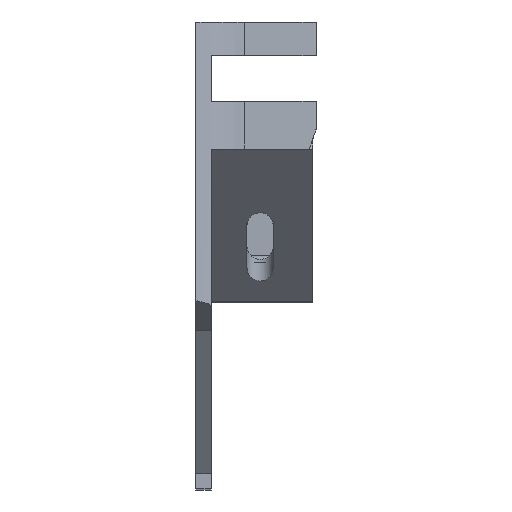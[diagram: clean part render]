
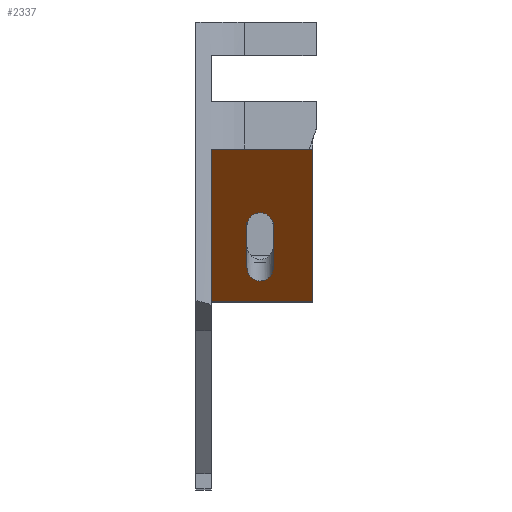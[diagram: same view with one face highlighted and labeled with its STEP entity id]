
A CAD part, top view. The second image highlights one B-rep face of the part: STEP entity #2337.
In plain terms, the highlighted planar face has unit normal (0, -0.701, 0.713).
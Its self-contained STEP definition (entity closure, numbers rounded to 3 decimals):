
#210=ELLIPSE('',#2468,3.707,2.6);
#212=ELLIPSE('',#2472,3.707,2.6);
#218=FACE_BOUND('',#499,.T.);
#292=PLANE('',#2516);
#385=FACE_OUTER_BOUND('',#498,.T.);
#498=EDGE_LOOP('',(#1966,#1967,#1968,#1969));
#499=EDGE_LOOP('',(#1970,#1971,#1972,#1973));
#602=LINE('',#3345,#836);
#679=LINE('',#3535,#913);
#684=LINE('',#3548,#918);
#704=LINE('',#3607,#938);
#733=LINE('',#3692,#967);
#734=LINE('',#3693,#968);
#836=VECTOR('',#2680,10.);
#913=VECTOR('',#2853,10.);
#918=VECTOR('',#2866,10.);
#938=VECTOR('',#2928,10.);
#967=VECTOR('',#3009,10.);
#968=VECTOR('',#3010,10.);
#1158=VERTEX_POINT('',#3342);
#1159=VERTEX_POINT('',#3344);
#1223=VERTEX_POINT('',#3532);
#1224=VERTEX_POINT('',#3534);
#1226=VERTEX_POINT('',#3540);
#1228=VERTEX_POINT('',#3546);
#1246=VERTEX_POINT('',#3605);
#1276=VERTEX_POINT('',#3691);
#1369=EDGE_CURVE('',#1159,#1158,#602,.T.);
#1464=EDGE_CURVE('',#1223,#1224,#679,.T.);
#1468=EDGE_CURVE('',#1226,#1223,#210,.T.);
#1471=EDGE_CURVE('',#1228,#1226,#684,.T.);
#1473=EDGE_CURVE('',#1224,#1228,#212,.T.);
#1501=EDGE_CURVE('',#1158,#1246,#704,.T.);
#1542=EDGE_CURVE('',#1276,#1159,#733,.T.);
#1543=EDGE_CURVE('',#1246,#1276,#734,.T.);
#1966=ORIENTED_EDGE('',*,*,#1542,.T.);
#1967=ORIENTED_EDGE('',*,*,#1369,.T.);
#1968=ORIENTED_EDGE('',*,*,#1501,.T.);
#1969=ORIENTED_EDGE('',*,*,#1543,.T.);
#1970=ORIENTED_EDGE('',*,*,#1471,.F.);
#1971=ORIENTED_EDGE('',*,*,#1473,.F.);
#1972=ORIENTED_EDGE('',*,*,#1464,.F.);
#1973=ORIENTED_EDGE('',*,*,#1468,.F.);
#2337=ADVANCED_FACE('',(#385,#218),#292,.F.);
#2468=AXIS2_PLACEMENT_3D('',#3542,#2860,#2861);
#2472=AXIS2_PLACEMENT_3D('',#3551,#2871,#2872);
#2516=AXIS2_PLACEMENT_3D('',#3690,#3007,#3008);
#2680=DIRECTION('',(1.,0.,0.));
#2853=DIRECTION('',(0.,-0.713,-0.701));
#2860=DIRECTION('center_axis',(0.,-0.701,
0.713));
#2861=DIRECTION('ref_axis',(0.,0.713,0.701));
#2866=DIRECTION('',(0.,0.713,0.701));
#2871=DIRECTION('center_axis',(0.,-0.701,
0.713));
#2872=DIRECTION('ref_axis',(0.,-0.713,-0.701));
#2928=DIRECTION('',(0.,0.713,0.701));
#3007=DIRECTION('center_axis',(0.,0.701,-0.713));
#3008=DIRECTION('ref_axis',(0.,-0.713,-0.701));
#3009=DIRECTION('',(0.,-0.713,-0.701));
#3010=DIRECTION('',(-1.,0.,0.));
#3342=CARTESIAN_POINT('',(157.879,-65.522,64.731));
#3344=CARTESIAN_POINT('',(137.868,-65.522,64.731));
#3345=CARTESIAN_POINT('',(137.868,-65.522,64.731));
#3532=CARTESIAN_POINT('',(144.915,-50.643,79.369));
#3534=CARTESIAN_POINT('',(144.915,-58.775,71.369));
#3535=CARTESIAN_POINT('',(144.915,-41.241,88.62));
#3540=CARTESIAN_POINT('',(150.115,-50.643,79.369));
#3542=CARTESIAN_POINT('Origin',(147.515,-50.643,79.369));
#3546=CARTESIAN_POINT('',(150.115,-58.775,71.369));
#3548=CARTESIAN_POINT('',(150.115,-39.241,90.587));
#3551=CARTESIAN_POINT('Origin',(147.515,-58.775,71.369));
#3605=CARTESIAN_POINT('',(157.879,-35.522,94.245));
#3607=CARTESIAN_POINT('',(157.879,-65.522,64.731));
#3690=CARTESIAN_POINT('Origin',(157.179,-35.522,94.245));
#3691=CARTESIAN_POINT('',(137.868,-35.522,94.245));
#3692=CARTESIAN_POINT('',(137.868,-52.986,77.064));
#3693=CARTESIAN_POINT('',(147.523,-35.522,94.245));
